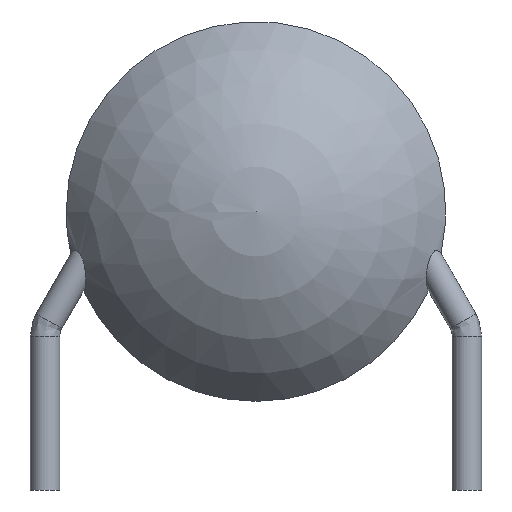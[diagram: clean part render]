
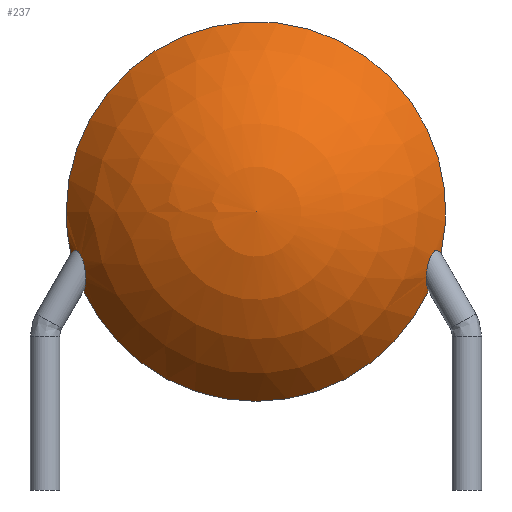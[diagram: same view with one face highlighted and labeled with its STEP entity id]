
A CAD part, front view. The second image highlights one B-rep face of the part: STEP entity #237.
In plain terms, the highlighted spherical face has radius 5.3 mm.
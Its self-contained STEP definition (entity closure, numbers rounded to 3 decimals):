
#106 = VERTEX_POINT('',#107);
#107 = CARTESIAN_POINT('',(-4.093,-0.35,3.409));
#113 = EDGE_CURVE('',#106,#114,#116,.T.);
#114 = VERTEX_POINT('',#115);
#115 = CARTESIAN_POINT('',(-4.088,0.,
2.718));
#116 = B_SPLINE_CURVE_WITH_KNOTS('',8,(#117,#118,#119,#120,#121,#122,
#123,#124,#125,#126,#127,#128,#129,#130,#131,#132,#133,#134,#135,
#136,#137,#138,#139,#140,#141,#142,#143,#144,#145,#146),
.UNSPECIFIED.,.F.,.F.,(9,7,7,7,9),(0.,0.291,0.624,
0.802,1.),.UNSPECIFIED.);
#117 = CARTESIAN_POINT('',(-4.093,-0.35,3.409));
#118 = CARTESIAN_POINT('',(-4.087,-0.35,3.388
));
#119 = CARTESIAN_POINT('',(-4.081,-0.349,
3.367));
#120 = CARTESIAN_POINT('',(-4.075,-0.348,
3.344));
#121 = CARTESIAN_POINT('',(-4.07,-0.345,
3.32));
#122 = CARTESIAN_POINT('',(-4.065,-0.341,3.295
));
#123 = CARTESIAN_POINT('',(-4.06,-0.337,
3.269));
#124 = CARTESIAN_POINT('',(-4.055,-0.331,
3.242));
#125 = CARTESIAN_POINT('',(-4.047,-0.315,
3.182));
#126 = CARTESIAN_POINT('',(-4.043,-0.305,
3.148));
#127 = CARTESIAN_POINT('',(-4.039,-0.293,
3.113));
#128 = CARTESIAN_POINT('',(-4.037,-0.279,
3.077));
#129 = CARTESIAN_POINT('',(-4.035,-0.263,
3.04));
#130 = CARTESIAN_POINT('',(-4.035,-0.244,
3.004));
#131 = CARTESIAN_POINT('',(-4.035,-0.225,
2.97));
#132 = CARTESIAN_POINT('',(-4.038,-0.195,
2.922));
#133 = CARTESIAN_POINT('',(-4.039,-0.184,
2.906));
#134 = CARTESIAN_POINT('',(-4.041,-0.173,
2.89));
#135 = CARTESIAN_POINT('',(-4.042,-0.162,
2.874));
#136 = CARTESIAN_POINT('',(-4.044,-0.15,
2.858));
#137 = CARTESIAN_POINT('',(-4.047,-0.137,
2.843));
#138 = CARTESIAN_POINT('',(-4.05,-0.124,2.829
));
#139 = CARTESIAN_POINT('',(-4.056,-0.097,
2.798));
#140 = CARTESIAN_POINT('',(-4.06,-0.082,
2.784));
#141 = CARTESIAN_POINT('',(-4.064,-0.068,
2.77));
#142 = CARTESIAN_POINT('',(-4.069,-0.054,
2.758));
#143 = CARTESIAN_POINT('',(-4.073,-0.04,
2.747));
#144 = CARTESIAN_POINT('',(-4.078,-0.026,
2.736));
#145 = CARTESIAN_POINT('',(-4.083,-0.013,
2.727));
#146 = CARTESIAN_POINT('',(-4.088,0.,
2.718));
#149 = VERTEX_POINT('',#150);
#150 = CARTESIAN_POINT('',(-4.387,0.,
3.599));
#197 = EDGE_CURVE('',#149,#106,#198,.T.);
#198 = B_SPLINE_CURVE_WITH_KNOTS('',7,(#199,#200,#201,#202,#203,#204,
#205,#206,#207,#208,#209,#210,#211,#212,#213,#214,#215,#216,#217,
#218,#219,#220,#221,#222,#223,#224,#225,#226,#227,#228,#229,#230),
.UNSPECIFIED.,.F.,.F.,(8,6,6,6,6,8),(0.,0.256,0.431,
0.562,0.781,1.),.UNSPECIFIED.);
#199 = CARTESIAN_POINT('',(-4.387,0.,
3.599));
#200 = CARTESIAN_POINT('',(-4.38,-0.015,
3.611));
#201 = CARTESIAN_POINT('',(-4.373,-0.03,
3.622));
#202 = CARTESIAN_POINT('',(-4.365,-0.046,
3.632));
#203 = CARTESIAN_POINT('',(-4.357,-0.062,
3.642));
#204 = CARTESIAN_POINT('',(-4.347,-0.08,
3.652));
#205 = CARTESIAN_POINT('',(-4.337,-0.098,
3.66));
#206 = CARTESIAN_POINT('',(-4.317,-0.131,
3.671));
#207 = CARTESIAN_POINT('',(-4.308,-0.145,
3.674));
#208 = CARTESIAN_POINT('',(-4.3,-0.158,
3.677));
#209 = CARTESIAN_POINT('',(-4.291,-0.172,
3.678));
#210 = CARTESIAN_POINT('',(-4.281,-0.185,3.678
));
#211 = CARTESIAN_POINT('',(-4.272,-0.198,
3.677));
#212 = CARTESIAN_POINT('',(-4.255,-0.221,3.672
));
#213 = CARTESIAN_POINT('',(-4.247,-0.23,
3.669));
#214 = CARTESIAN_POINT('',(-4.24,-0.24,
3.665));
#215 = CARTESIAN_POINT('',(-4.233,-0.248,
3.661));
#216 = CARTESIAN_POINT('',(-4.225,-0.257,
3.656));
#217 = CARTESIAN_POINT('',(-4.218,-0.265,
3.65));
#218 = CARTESIAN_POINT('',(-4.199,-0.285,3.632)
);
#219 = CARTESIAN_POINT('',(-4.188,-0.297,
3.619));
#220 = CARTESIAN_POINT('',(-4.177,-0.307,
3.604));
#221 = CARTESIAN_POINT('',(-4.167,-0.316,
3.588));
#222 = CARTESIAN_POINT('',(-4.157,-0.323,
3.572));
#223 = CARTESIAN_POINT('',(-4.148,-0.329,3.554
));
#224 = CARTESIAN_POINT('',(-4.131,-0.339,
3.518));
#225 = CARTESIAN_POINT('',(-4.123,-0.343,
3.5));
#226 = CARTESIAN_POINT('',(-4.116,-0.346,
3.481));
#227 = CARTESIAN_POINT('',(-4.109,-0.348,
3.463));
#228 = CARTESIAN_POINT('',(-4.103,-0.349,
3.445));
#229 = CARTESIAN_POINT('',(-4.098,-0.35,
3.427));
#230 = CARTESIAN_POINT('',(-4.093,-0.35,3.409));
#237 = ADVANCED_FACE('',(#238),#326,.T.);
#238 = FACE_BOUND('',#239,.T.);
#239 = EDGE_LOOP('',(#240,#251,#258,#259,#260,#269,#318,#325));
#240 = ORIENTED_EDGE('',*,*,#241,.F.);
#241 = EDGE_CURVE('',#242,#244,#246,.T.);
#242 = VERTEX_POINT('',#243);
#243 = CARTESIAN_POINT('',(-4.5,0.,4.6));
#244 = VERTEX_POINT('',#245);
#245 = CARTESIAN_POINT('',(0.,-2.5,4.6));
#246 = CIRCLE('',#247,5.3);
#247 = AXIS2_PLACEMENT_3D('',#248,#249,#250);
#248 = CARTESIAN_POINT('',(0.,2.8,4.6));
#249 = DIRECTION('',(0.,0.,1.));
#250 = DIRECTION('',(-0.849,-0.528,0.));
#251 = ORIENTED_EDGE('',*,*,#252,.T.);
#252 = EDGE_CURVE('',#242,#149,#253,.T.);
#253 = CIRCLE('',#254,4.5);
#254 = AXIS2_PLACEMENT_3D('',#255,#256,#257);
#255 = CARTESIAN_POINT('',(0.,0.,4.6));
#256 = DIRECTION('',(0.,-1.,0.));
#257 = DIRECTION('',(-1.,0.,0.));
#258 = ORIENTED_EDGE('',*,*,#197,.T.);
#259 = ORIENTED_EDGE('',*,*,#113,.T.);
#260 = ORIENTED_EDGE('',*,*,#261,.T.);
#261 = EDGE_CURVE('',#114,#262,#264,.T.);
#262 = VERTEX_POINT('',#263);
#263 = CARTESIAN_POINT('',(4.088,0.,
2.718));
#264 = CIRCLE('',#265,4.5);
#265 = AXIS2_PLACEMENT_3D('',#266,#267,#268);
#266 = CARTESIAN_POINT('',(0.,0.,4.6));
#267 = DIRECTION('',(0.,-1.,0.));
#268 = DIRECTION('',(-1.,0.,0.));
#269 = ORIENTED_EDGE('',*,*,#270,.T.);
#270 = EDGE_CURVE('',#262,#271,#273,.T.);
#271 = VERTEX_POINT('',#272);
#272 = CARTESIAN_POINT('',(4.387,0.,
3.599));
#273 = B_SPLINE_CURVE_WITH_KNOTS('',8,(#274,#275,#276,#277,#278,#279,
#280,#281,#282,#283,#284,#285,#286,#287,#288,#289,#290,#291,#292,
#293,#294,#295,#296,#297,#298,#299,#300,#301,#302,#303,#304,#305,
#306,#307,#308,#309,#310,#311,#312,#313,#314,#315,#316,#317),
.UNSPECIFIED.,.F.,.F.,(9,7,7,7,7,7,9),(0.,0.184,
0.35,0.48,0.606,0.775,1.),
.UNSPECIFIED.);
#274 = CARTESIAN_POINT('',(4.088,0.,
2.718));
#275 = CARTESIAN_POINT('',(4.079,-0.021,
2.732));
#276 = CARTESIAN_POINT('',(4.072,-0.042,
2.748));
#277 = CARTESIAN_POINT('',(4.066,-0.063,
2.765));
#278 = CARTESIAN_POINT('',(4.06,-0.083,
2.783));
#279 = CARTESIAN_POINT('',(4.054,-0.103,2.804
));
#280 = CARTESIAN_POINT('',(4.05,-0.122,2.825
));
#281 = CARTESIAN_POINT('',(4.046,-0.141,2.848
));
#282 = CARTESIAN_POINT('',(4.04,-0.177,2.895
));
#283 = CARTESIAN_POINT('',(4.038,-0.193,2.918)
);
#284 = CARTESIAN_POINT('',(4.036,-0.209,2.943)
);
#285 = CARTESIAN_POINT('',(4.035,-0.225,2.968
));
#286 = CARTESIAN_POINT('',(4.035,-0.239,2.995
));
#287 = CARTESIAN_POINT('',(4.035,-0.254,3.024
));
#288 = CARTESIAN_POINT('',(4.036,-0.267,3.053
));
#289 = CARTESIAN_POINT('',(4.039,-0.29,3.109
));
#290 = CARTESIAN_POINT('',(4.041,-0.3,3.134)
);
#291 = CARTESIAN_POINT('',(4.044,-0.309,3.16
));
#292 = CARTESIAN_POINT('',(4.047,-0.317,3.187)
);
#293 = CARTESIAN_POINT('',(4.051,-0.325,3.215
));
#294 = CARTESIAN_POINT('',(4.055,-0.332,3.243
));
#295 = CARTESIAN_POINT('',(4.06,-0.337,3.273
));
#296 = CARTESIAN_POINT('',(4.073,-0.346,3.332
));
#297 = CARTESIAN_POINT('',(4.079,-0.349,3.362)
);
#298 = CARTESIAN_POINT('',(4.087,-0.351,3.392
));
#299 = CARTESIAN_POINT('',(4.096,-0.352,3.423
));
#300 = CARTESIAN_POINT('',(4.105,-0.35,3.452
));
#301 = CARTESIAN_POINT('',(4.115,-0.347,3.481
));
#302 = CARTESIAN_POINT('',(4.126,-0.342,3.508)
);
#303 = CARTESIAN_POINT('',(4.153,-0.326,3.566)
);
#304 = CARTESIAN_POINT('',(4.169,-0.314,3.595)
);
#305 = CARTESIAN_POINT('',(4.186,-0.3,3.619
));
#306 = CARTESIAN_POINT('',(4.203,-0.283,3.639)
);
#307 = CARTESIAN_POINT('',(4.22,-0.265,3.655
));
#308 = CARTESIAN_POINT('',(4.236,-0.245,3.665
));
#309 = CARTESIAN_POINT('',(4.252,-0.225,3.672
));
#310 = CARTESIAN_POINT('',(4.287,-0.178,3.679
));
#311 = CARTESIAN_POINT('',(4.304,-0.152,3.678
));
#312 = CARTESIAN_POINT('',(4.321,-0.126,3.672)
);
#313 = CARTESIAN_POINT('',(4.336,-0.1,
3.663));
#314 = CARTESIAN_POINT('',(4.351,-0.074,
3.65));
#315 = CARTESIAN_POINT('',(4.364,-0.049,
3.636));
#316 = CARTESIAN_POINT('',(4.376,-0.025,
3.618));
#317 = CARTESIAN_POINT('',(4.387,0.,
3.599));
#318 = ORIENTED_EDGE('',*,*,#319,.T.);
#319 = EDGE_CURVE('',#271,#242,#320,.T.);
#320 = CIRCLE('',#321,4.5);
#321 = AXIS2_PLACEMENT_3D('',#322,#323,#324);
#322 = CARTESIAN_POINT('',(0.,0.,4.6));
#323 = DIRECTION('',(0.,-1.,0.));
#324 = DIRECTION('',(-1.,0.,0.));
#325 = ORIENTED_EDGE('',*,*,#241,.T.);
#326 = SPHERICAL_SURFACE('',#327,5.3);
#327 = AXIS2_PLACEMENT_3D('',#328,#329,#330);
#328 = CARTESIAN_POINT('',(0.,2.8,4.6));
#329 = DIRECTION('',(0.,-1.,0.));
#330 = DIRECTION('',(-1.,0.,0.));
